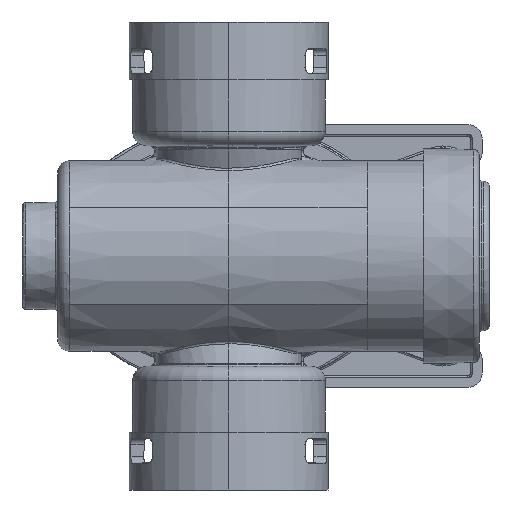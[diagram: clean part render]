
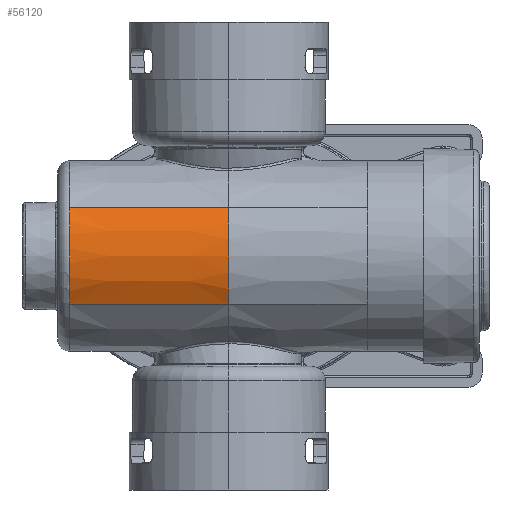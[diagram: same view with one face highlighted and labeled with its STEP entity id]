
A CAD part, front view. The second image highlights one B-rep face of the part: STEP entity #56120.
In plain terms, the highlighted conical face has half-angle 0.5 degrees and reference radius 8 mm.
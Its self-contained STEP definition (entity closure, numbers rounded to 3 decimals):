
#9 = B_SPLINE_CURVE_WITH_KNOTS ( 'NONE', 3,
 ( #72201, #51775, #38657, #9803, #16826, #24077, #86496 ),
 .UNSPECIFIED., .F., .F.,
 ( 4, 3, 4 ),
 ( 0.044, 0.055, 0.057 ),
 .UNSPECIFIED. ) ;
#3101 = ORIENTED_EDGE ( 'NONE', *, *, #18682, .F. ) ;
#8419 = DIRECTION ( 'NONE',  ( 1., 0., 0. ) ) ;
#9803 = CARTESIAN_POINT ( 'NONE',  ( -11.531, -6.812, -4. ) ) ;
#12175 = ORIENTED_EDGE ( 'NONE', *, *, #53765, .T. ) ;
#12904 = CARTESIAN_POINT ( 'NONE',  ( 0., -6.928, -4. ) ) ;
#15229 = VERTEX_POINT ( 'NONE', #86262 ) ;
#16826 = CARTESIAN_POINT ( 'NONE',  ( -12.09, -6.806, -4. ) ) ;
#18005 = B_SPLINE_CURVE_WITH_KNOTS ( 'NONE', 3,
 ( #65587, #64404, #71747, #51051, #78449, #79627, #85753 ),
 .UNSPECIFIED., .F., .F.,
 ( 4, 3, 4 ),
 ( 0.014, 0.016, 0.027 ),
 .UNSPECIFIED. ) ;
#18682 = EDGE_CURVE ( 'NONE', #67389, #80419, #18005, .T. ) ;
#21505 = AXIS2_PLACEMENT_3D ( 'NONE', #57390, #8419, #64359 ) ;
#23067 = CONICAL_SURFACE ( 'NONE', #21505, 8., 0.009 ) ;
#24077 = CARTESIAN_POINT ( 'NONE',  ( -12.649, -6.8, -4. ) ) ;
#24201 = DIRECTION ( 'NONE',  ( 0., 0., -1. ) ) ;
#27253 = AXIS2_PLACEMENT_3D ( 'NONE', #71444, #37877, #24201 ) ;
#34283 = ORIENTED_EDGE ( 'NONE', *, *, #42402, .F. ) ;
#34339 = ORIENTED_EDGE ( 'NONE', *, *, #58288, .F. ) ;
#37877 = DIRECTION ( 'NONE',  ( 1., 0., 0. ) ) ;
#38657 = CARTESIAN_POINT ( 'NONE',  ( -7.687, -6.851, -4. ) ) ;
#42402 = EDGE_CURVE ( 'NONE', #80419, #83198, #58278, .T. ) ;
#43938 = CIRCLE ( 'NONE', #27253, 7.885 ) ;
#50771 = AXIS2_PLACEMENT_3D ( 'NONE', #73901, #58938, #60158 ) ;
#51051 = CARTESIAN_POINT ( 'NONE',  ( -11.531, -6.812, 4. ) ) ;
#51775 = CARTESIAN_POINT ( 'NONE',  ( -3.844, -6.889, -4. ) ) ;
#53765 = EDGE_CURVE ( 'NONE', #67389, #15229, #43938, .T. ) ;
#56120 = ADVANCED_FACE ( 'NONE', ( #85195 ), #23067, .T. ) ;
#56191 = CARTESIAN_POINT ( 'NONE',  ( -13.209, -6.795, 4. ) ) ;
#57390 = CARTESIAN_POINT ( 'NONE',  ( 0., 0., 0. ) ) ;
#58278 = CIRCLE ( 'NONE', #50771, 8. ) ;
#58288 = EDGE_CURVE ( 'NONE', #83198, #15229, #9, .T. ) ;
#58938 = DIRECTION ( 'NONE',  ( 1., 0., 0. ) ) ;
#60158 = DIRECTION ( 'NONE',  ( 0., 0., 1. ) ) ;
#64359 = DIRECTION ( 'NONE',  ( 0., 0., 1. ) ) ;
#64404 = CARTESIAN_POINT ( 'NONE',  ( -12.649, -6.8, 4. ) ) ;
#65587 = CARTESIAN_POINT ( 'NONE',  ( -13.209, -6.795, 4. ) ) ;
#67389 = VERTEX_POINT ( 'NONE', #56191 ) ;
#68094 = EDGE_LOOP ( 'NONE', ( #3101, #12175, #34339, #34283 ) ) ;
#69395 = CARTESIAN_POINT ( 'NONE',  ( 0., -6.928, 4. ) ) ;
#71444 = CARTESIAN_POINT ( 'NONE',  ( -13.209, 0., 0. ) ) ;
#71747 = CARTESIAN_POINT ( 'NONE',  ( -12.09, -6.806, 4. ) ) ;
#72201 = CARTESIAN_POINT ( 'NONE',  ( 0., -6.928, -4. ) ) ;
#73901 = CARTESIAN_POINT ( 'NONE',  ( 0., 0., 0. ) ) ;
#78449 = CARTESIAN_POINT ( 'NONE',  ( -7.687, -6.851, 4. ) ) ;
#79627 = CARTESIAN_POINT ( 'NONE',  ( -3.844, -6.889, 4. ) ) ;
#80419 = VERTEX_POINT ( 'NONE', #69395 ) ;
#83198 = VERTEX_POINT ( 'NONE', #12904 ) ;
#85195 = FACE_OUTER_BOUND ( 'NONE', #68094, .T. ) ;
#85753 = CARTESIAN_POINT ( 'NONE',  ( 0., -6.928, 4. ) ) ;
#86262 = CARTESIAN_POINT ( 'NONE',  ( -13.209, -6.795, -4. ) ) ;
#86496 = CARTESIAN_POINT ( 'NONE',  ( -13.209, -6.795, -4. ) ) ;
